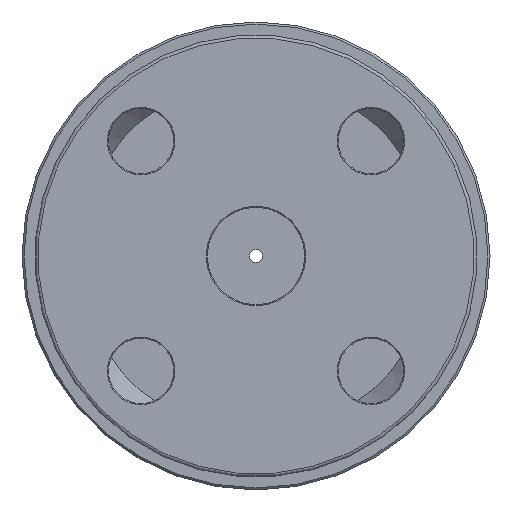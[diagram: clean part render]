
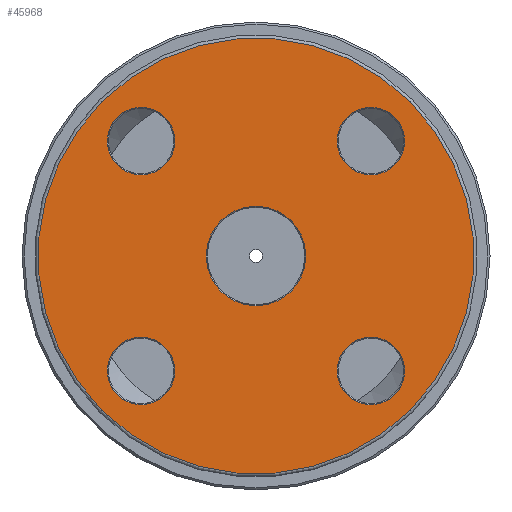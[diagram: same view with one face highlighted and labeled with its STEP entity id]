
A CAD part, front view. The second image highlights one B-rep face of the part: STEP entity #45968.
In plain terms, the highlighted planar face has unit normal (0, -1, 0).
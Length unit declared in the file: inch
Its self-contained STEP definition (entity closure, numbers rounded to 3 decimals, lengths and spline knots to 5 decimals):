
#45862=CARTESIAN_POINT('',(1.48139,-2.25,1.48139));
#45863=VERTEX_POINT('',#45862);
#45864=CARTESIAN_POINT('',(0.,-2.25,0.));
#45865=DIRECTION('',(0.,1.,0.));
#45866=DIRECTION('',(-0.707,0.,-0.707));
#45867=AXIS2_PLACEMENT_3D('',#45864,#45865,#45866);
#45868=CIRCLE('',#45867,2.095);
#45869=EDGE_CURVE('',#45863,#45863,#45868,.T.);
#45905=CARTESIAN_POINT('',(0.91676,-2.25,0.91676));
#45906=DIRECTION('',(0.0,-1.0,0.0));
#45907=DIRECTION('',(0.707,0.0,-0.707));
#45908=AXIS2_PLACEMENT_3D('',#45905,#45906,#45907);
#45909=PLANE('',#45908);
#45910=ORIENTED_EDGE('',*,*,#45869,.F.);
#45911=EDGE_LOOP('',(#45910));
#45912=FACE_OUTER_BOUND('',#45911,.T.);
#45913=CARTESIAN_POINT('',(1.33466,-2.25,-0.87504));
#45914=VERTEX_POINT('',#45913);
#45915=CARTESIAN_POINT('',(1.10485,-2.25,-1.10485));
#45916=DIRECTION('',(0.,-1.0,0.));
#45917=DIRECTION('',(-0.707,0.,-0.707));
#45918=AXIS2_PLACEMENT_3D('',#45915,#45916,#45917);
#45919=CIRCLE('',#45918,0.325);
#45920=EDGE_CURVE('',#45914,#45914,#45919,.T.);
#45921=ORIENTED_EDGE('',*,*,#45920,.F.);
#45922=EDGE_LOOP('',(#45921));
#45923=FACE_BOUND('',#45922,.T.);
#45924=CARTESIAN_POINT('',(-0.87504,-2.25,-1.33466));
#45925=VERTEX_POINT('',#45924);
#45926=CARTESIAN_POINT('',(-1.10485,-2.25,-1.10485));
#45927=DIRECTION('',(0.,-1.0,0.));
#45928=DIRECTION('',(-0.707,0.,0.707));
#45929=AXIS2_PLACEMENT_3D('',#45926,#45927,#45928);
#45930=CIRCLE('',#45929,0.325);
#45931=EDGE_CURVE('',#45925,#45925,#45930,.T.);
#45932=ORIENTED_EDGE('',*,*,#45931,.F.);
#45933=EDGE_LOOP('',(#45932));
#45934=FACE_BOUND('',#45933,.T.);
#45935=CARTESIAN_POINT('',(-1.33466,-2.25,0.87504));
#45936=VERTEX_POINT('',#45935);
#45937=CARTESIAN_POINT('',(-1.10485,-2.25,1.10485));
#45938=DIRECTION('',(0.,-1.0,0.));
#45939=DIRECTION('',(0.707,0.,0.707));
#45940=AXIS2_PLACEMENT_3D('',#45937,#45938,#45939);
#45941=CIRCLE('',#45940,0.325);
#45942=EDGE_CURVE('',#45936,#45936,#45941,.T.);
#45943=ORIENTED_EDGE('',*,*,#45942,.F.);
#45944=EDGE_LOOP('',(#45943));
#45945=FACE_BOUND('',#45944,.T.);
#45946=CARTESIAN_POINT('',(0.338,-2.25,0.338));
#45947=VERTEX_POINT('',#45946);
#45948=CARTESIAN_POINT('',(0.,-2.25,0.));
#45949=DIRECTION('',(0.,-1.0,0.));
#45950=DIRECTION('',(-0.707,0.,-0.707));
#45951=AXIS2_PLACEMENT_3D('',#45948,#45949,#45950);
#45952=CIRCLE('',#45951,0.478);
#45953=EDGE_CURVE('',#45947,#45947,#45952,.T.);
#45954=ORIENTED_EDGE('',*,*,#45953,.F.);
#45955=EDGE_LOOP('',(#45954));
#45956=FACE_BOUND('',#45955,.T.);
#45957=CARTESIAN_POINT('',(0.87504,-2.25,1.33466));
#45958=VERTEX_POINT('',#45957);
#45959=CARTESIAN_POINT('',(1.10485,-2.25,1.10485));
#45960=DIRECTION('',(0.,-1.0,0.));
#45961=DIRECTION('',(0.707,0.,-0.707));
#45962=AXIS2_PLACEMENT_3D('',#45959,#45960,#45961);
#45963=CIRCLE('',#45962,0.325);
#45964=EDGE_CURVE('',#45958,#45958,#45963,.T.);
#45965=ORIENTED_EDGE('',*,*,#45964,.F.);
#45966=EDGE_LOOP('',(#45965));
#45967=FACE_BOUND('',#45966,.T.);
#45968=ADVANCED_FACE('',(#45912,#45923,#45934,#45945,#45956,#45967),#45909,.T.);
